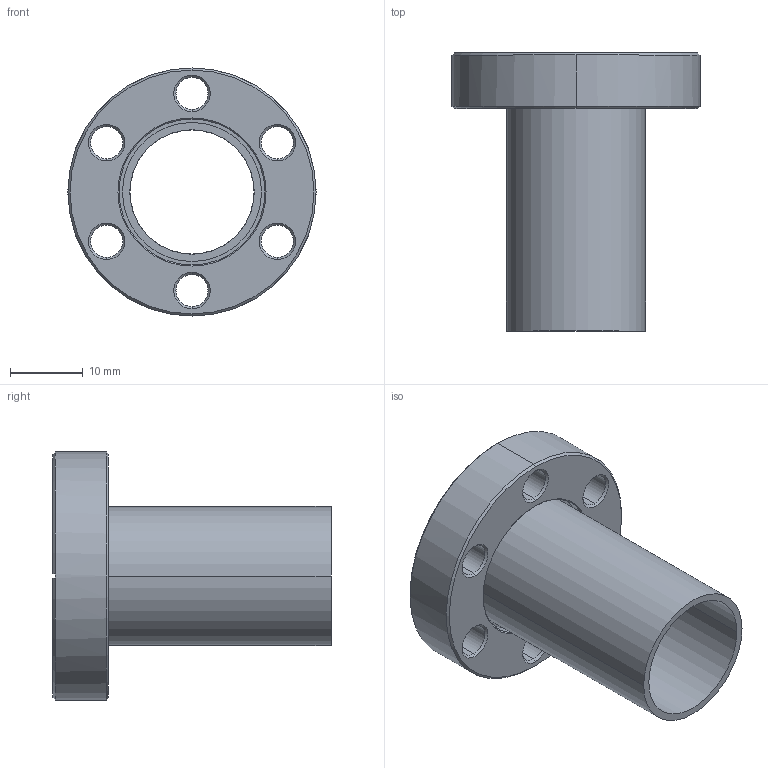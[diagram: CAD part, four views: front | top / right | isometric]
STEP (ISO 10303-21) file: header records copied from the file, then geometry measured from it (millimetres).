
FILE_DESCRIPTION (( 'STEP AP214' ), '1' );
FILE_NAME ('Hositrad_FO16-19R-HalfNipple.STEP', '2017-05-08T09:12:18', ( 'Gebruiker' ), ( '' ), 'SwSTEP 2.0', 'SolidWorks 2017', '' );
FILE_SCHEMA (( 'AUTOMOTIVE_DESIGN' ));
Length unit declared in the file: millimetre
Products named in the file (5): CF16-19-R; NW16CF-Innerring_CF16-19-R; NW16CF-Outerring; FO-tubes-all_FO16-19; Hositrad_FO16-19R-HalfNipple
Assembly tree (4 placements, depth 3):
  Hositrad_FO16-19R-HalfNipple
    FO-tubes-all_FO16-19
    CF16-19-R
      NW16CF-Outerring
      NW16CF-Innerring_CF16-19-R
Bounding box: 34 x 38.1 x 34 mm (x, y, z)
Volume: 5996 mm3; surface area: 7641.3 mm2
Topology: 3 solids, 3 shells, 83 faces, 188 edges, 112 vertices
Faces by surface type: cone 40, cylinder 28, plane 15
Entity records: 2572 total; most frequent: DIRECTION 466, CARTESIAN_POINT 415, ORIENTED_EDGE 376, AXIS2_PLACEMENT_3D 195, EDGE_CURVE 188, VERTEX_POINT 112, CIRCLE 104, EDGE_LOOP 102
